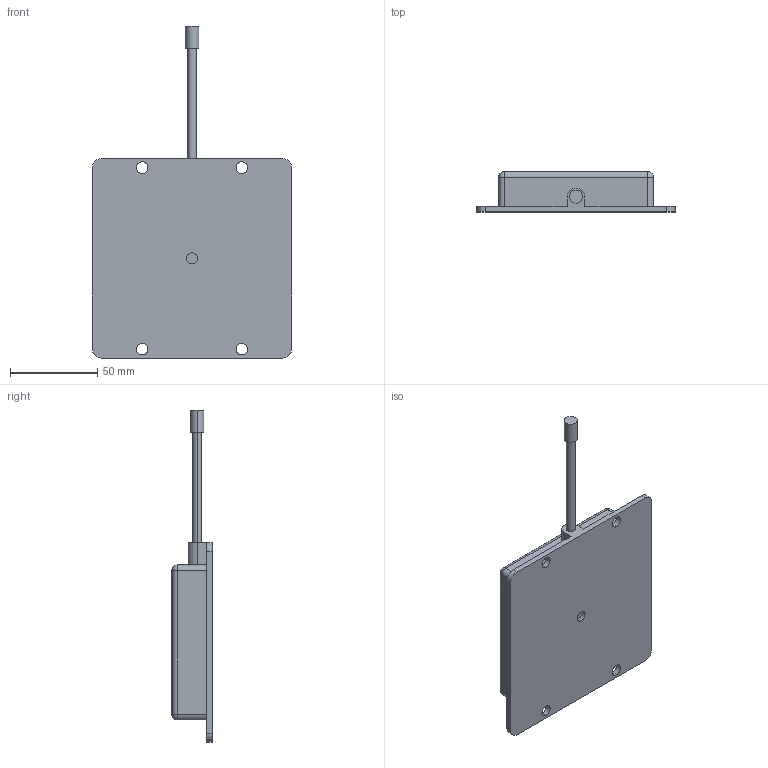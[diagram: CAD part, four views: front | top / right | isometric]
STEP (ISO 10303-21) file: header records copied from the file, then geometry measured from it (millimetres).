
FILE_DESCRIPTION (( 'STEP AP214' ), '1' );
FILE_NAME ('HG2409P.STEP', '2018-04-19T17:10:14', ( '' ), ( '' ), 'SwSTEP 2.0', 'SolidWorks 2017', '' );
FILE_SCHEMA (( 'AUTOMOTIVE_DESIGN' ));
Length unit declared in the file: inch
Products named in the file (3): HG2409P-MA1; W043813-0001-MA1; HG2409P
Assembly tree (2 placements, depth 2):
  HG2409P
    W043813-0001-MA1
    HG2409P-MA1
Bounding box: 114.3 x 23.11 x 190.5 mm (x, y, z)
Volume: 200326.7 mm3; surface area: 35917.5 mm2
Topology: 2 solids, 2 shells, 58 faces, 142 edges, 88 vertices
Faces by surface type: cylinder 27, plane 27, sphere 4
Entity records: 1976 total; most frequent: DIRECTION 318, CARTESIAN_POINT 289, ORIENTED_EDGE 276, EDGE_CURVE 138, AXIS2_PLACEMENT_3D 117, VERTEX_POINT 88, LINE 84, VECTOR 84
